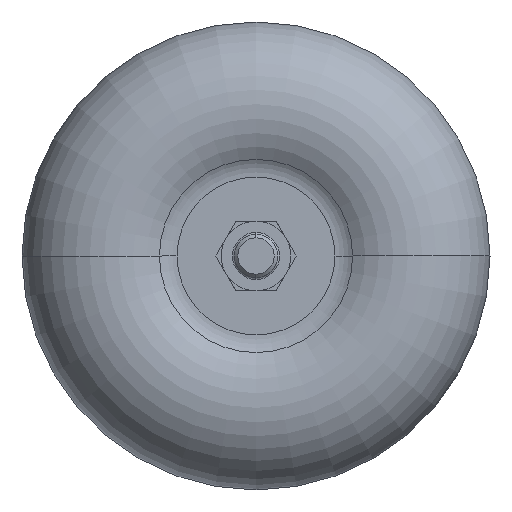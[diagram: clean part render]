
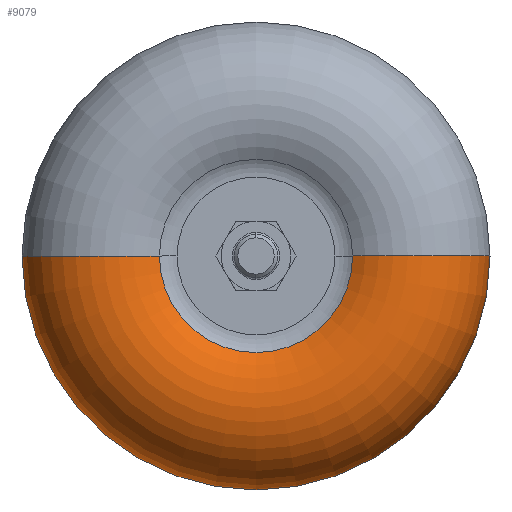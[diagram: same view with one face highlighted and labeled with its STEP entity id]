
A CAD part, front view. The second image highlights one B-rep face of the part: STEP entity #9079.
In plain terms, the highlighted toroidal (fillet/blend) face has major radius 33.8 mm and minor radius 20 mm.
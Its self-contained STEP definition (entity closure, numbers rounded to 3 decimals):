
#8896=CARTESIAN_POINT('',(0.,-3.704,0.));
#8897=DIRECTION('',(0.,1.,0.));
#8898=DIRECTION('',(-1.,0.,0.));
#8899=AXIS2_PLACEMENT_3D('',#8896,#8897,#8898);
#8901=CARTESIAN_POINT('',(-33.8,-20.,0.));
#8902=DIRECTION('',(0.,0.,-1.));
#8903=DIRECTION('',(-1.,0.,0.));
#8904=AXIS2_PLACEMENT_3D('',#8901,#8902,#8903);
#8926=CARTESIAN_POINT('',(33.8,-20.,0.));
#8927=DIRECTION('',(0.,0.,1.));
#8928=DIRECTION('',(1.,0.,0.));
#8929=AXIS2_PLACEMENT_3D('',#8926,#8927,#8928);
#8945=CARTESIAN_POINT('',(0.,-20.,0.));
#8946=DIRECTION('',(0.,1.,0.));
#8947=DIRECTION('',(-1.,0.,0.));
#8948=AXIS2_PLACEMENT_3D('',#8945,#8946,#8947);
#9032=CARTESIAN_POINT('',(-22.206,-3.704,0.));
#9033=CARTESIAN_POINT('',(22.206,-3.704,0.));
#9034=VERTEX_POINT('',#9032);
#9035=VERTEX_POINT('',#9033);
#9036=CARTESIAN_POINT('',(-53.8,-20.,0.));
#9037=CARTESIAN_POINT('',(53.8,-20.,0.));
#9038=VERTEX_POINT('',#9036);
#9039=VERTEX_POINT('',#9037);
#9064=CARTESIAN_POINT('',(0.,-20.,0.));
#9065=DIRECTION('',(0.,-1.,0.));
#9066=DIRECTION('',(1.,0.,0.));
#9067=AXIS2_PLACEMENT_3D('',#9064,#9065,#9066);
#9068=TOROIDAL_SURFACE('',#9067,33.8,20.);
#9070=ORIENTED_EDGE('',*,*,#9069,.T.);
#9072=ORIENTED_EDGE('',*,*,#9071,.F.);
#9074=ORIENTED_EDGE('',*,*,#9073,.F.);
#9076=ORIENTED_EDGE('',*,*,#9075,.T.);
#9077=EDGE_LOOP('',(#9070,#9072,#9074,#9076));
#9078=FACE_OUTER_BOUND('',#9077,.F.);
#9079=ADVANCED_FACE('',(#9078),#9068,.T.);
#8900=CIRCLE('',#8899,22.206);
#8905=CIRCLE('',#8904,20.);
#8930=CIRCLE('',#8929,20.);
#8949=CIRCLE('',#8948,53.8);
#9069=EDGE_CURVE('',#9034,#9035,#8900,.T.);
#9071=EDGE_CURVE('',#9039,#9035,#8930,.T.);
#9073=EDGE_CURVE('',#9038,#9039,#8949,.T.);
#9075=EDGE_CURVE('',#9038,#9034,#8905,.T.);
